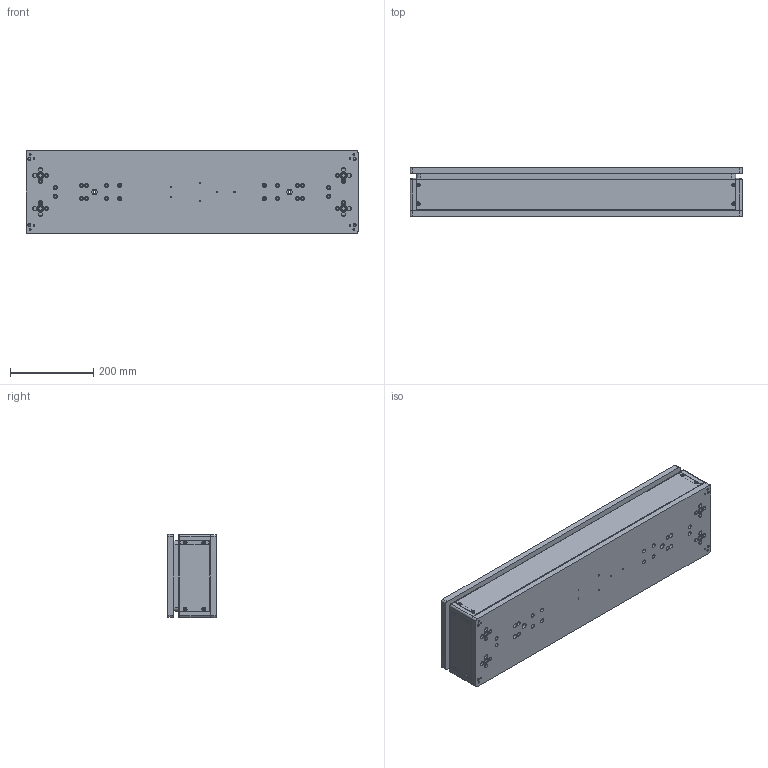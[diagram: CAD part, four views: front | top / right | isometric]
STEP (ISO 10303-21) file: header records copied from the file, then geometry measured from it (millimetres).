
FILE_DESCRIPTION (( 'STEP AP203' ), '1' );
FILE_NAME ('516453.STEP', '2025-01-03T03:27:41', ( 'Windows User' ), ( 'P R C' ), 'SwSTEP 2.0', 'SolidWorks 2020', '' );
FILE_SCHEMA (( 'CONFIG_CONTROL_DESIGN' ));
Length unit declared in the file: millimetre
Products named in the file (1): 516453
Bounding box: 800 x 117 x 200 mm (x, y, z)
Surface area: 1234943 mm2 (no closed solid volume)
Topology: 0 solids, 97 shells, 350 faces, 1378 edges, 1120 vertices
Faces by surface type: cylinder 158, plane 142, cone 38, bspline 12
Full cylindrical faces by diameter (mm): 3.3 x22, 4.2 x8, 5.5 x2, 6.8 x4, 9.5 x4, 10 x38, 13 x2, 16.2 x4, 35 x24, 40 x2
Entity records: 31285 total; most frequent: CARTESIAN_POINT 20665, DIRECTION 1900, ORIENTED_EDGE 1574, EDGE_CURVE 1210, VERTEX_POINT 1104, EDGE_LOOP 790, AXIS2_PLACEMENT_3D 723, FACE_OUTER_BOUND 464
